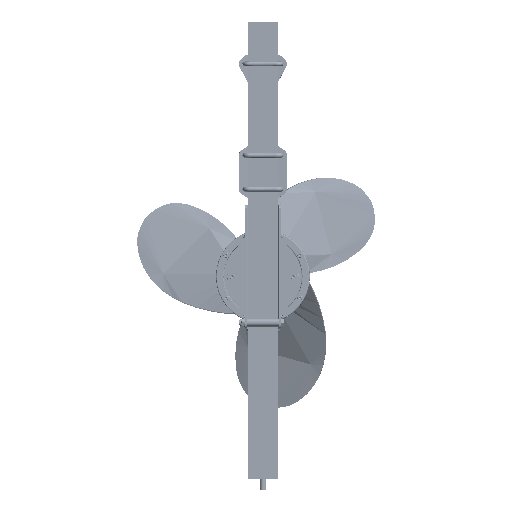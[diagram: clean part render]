
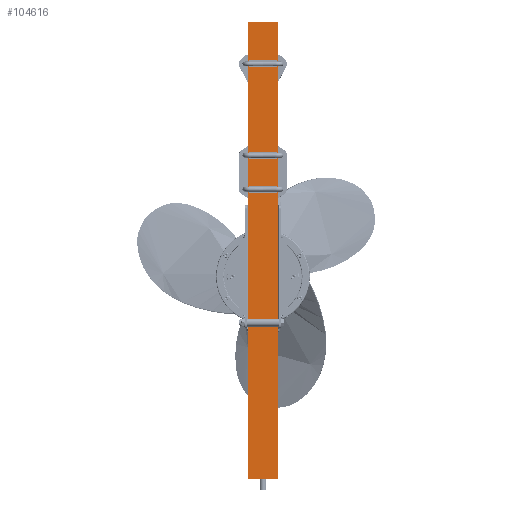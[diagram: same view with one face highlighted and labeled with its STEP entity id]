
A CAD part, front view. The second image highlights one B-rep face of the part: STEP entity #104616.
In plain terms, the highlighted planar face has unit normal (0, -1, 0).
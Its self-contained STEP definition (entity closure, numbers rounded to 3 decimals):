
#1600=LINE('',#146612,#11078);
#1615=LINE('',#146658,#11093);
#1616=LINE('',#146660,#11094);
#1617=LINE('',#146661,#11095);
#1618=LINE('',#146664,#11096);
#1619=LINE('',#146666,#11097);
#1620=LINE('',#146668,#11098);
#1621=LINE('',#146669,#11099);
#1622=LINE('',#146672,#11100);
#1623=LINE('',#146674,#11101);
#1624=LINE('',#146676,#11102);
#1625=LINE('',#146677,#11103);
#1626=LINE('',#146680,#11104);
#1627=LINE('',#146682,#11105);
#1628=LINE('',#146684,#11106);
#1629=LINE('',#146685,#11107);
#11078=VECTOR('',#119706,1500.);
#11093=VECTOR('',#119739,100.);
#11094=VECTOR('',#119740,1500.);
#11095=VECTOR('',#119741,100.);
#11096=VECTOR('',#119742,11.);
#11097=VECTOR('',#119743,92.);
#11098=VECTOR('',#119744,11.);
#11099=VECTOR('',#119745,92.);
#11100=VECTOR('',#119746,11.);
#11101=VECTOR('',#119747,92.);
#11102=VECTOR('',#119748,11.);
#11103=VECTOR('',#119749,92.);
#11104=VECTOR('',#119750,11.525);
#11105=VECTOR('',#119751,92.);
#11106=VECTOR('',#119752,11.525);
#11107=VECTOR('',#119753,92.);
#22587=PLANE('',#110625);
#25962=FACE_BOUND('',#32914,.T.);
#25963=FACE_BOUND('',#32915,.T.);
#25964=FACE_BOUND('',#32916,.T.);
#27273=FACE_OUTER_BOUND('',#32913,.T.);
#32913=EDGE_LOOP('',(#68475,#68476,#68477,#68478));
#32914=EDGE_LOOP('',(#68479,#68480,#68481,#68482));
#32915=EDGE_LOOP('',(#68483,#68484,#68485,#68486));
#32916=EDGE_LOOP('',(#68487,#68488,#68489,#68490));
#42953=VERTEX_POINT('',#146609);
#42954=VERTEX_POINT('',#146611);
#42976=VERTEX_POINT('',#146657);
#42977=VERTEX_POINT('',#146659);
#42978=VERTEX_POINT('',#146662);
#42979=VERTEX_POINT('',#146663);
#42980=VERTEX_POINT('',#146665);
#42981=VERTEX_POINT('',#146667);
#42982=VERTEX_POINT('',#146670);
#42983=VERTEX_POINT('',#146671);
#42984=VERTEX_POINT('',#146673);
#42985=VERTEX_POINT('',#146675);
#42986=VERTEX_POINT('',#146678);
#42987=VERTEX_POINT('',#146679);
#42988=VERTEX_POINT('',#146681);
#42989=VERTEX_POINT('',#146683);
#53063=EDGE_CURVE('',#42953,#42954,#1600,.T.);
#53086=EDGE_CURVE('',#42953,#42976,#1615,.T.);
#53087=EDGE_CURVE('',#42976,#42977,#1616,.T.);
#53088=EDGE_CURVE('',#42954,#42977,#1617,.T.);
#53089=EDGE_CURVE('',#42978,#42979,#1618,.T.);
#53090=EDGE_CURVE('',#42980,#42979,#1619,.T.);
#53091=EDGE_CURVE('',#42980,#42981,#1620,.T.);
#53092=EDGE_CURVE('',#42978,#42981,#1621,.T.);
#53093=EDGE_CURVE('',#42982,#42983,#1622,.T.);
#53094=EDGE_CURVE('',#42984,#42983,#1623,.T.);
#53095=EDGE_CURVE('',#42984,#42985,#1624,.T.);
#53096=EDGE_CURVE('',#42982,#42985,#1625,.T.);
#53097=EDGE_CURVE('',#42986,#42987,#1626,.T.);
#53098=EDGE_CURVE('',#42988,#42986,#1627,.T.);
#53099=EDGE_CURVE('',#42989,#42988,#1628,.T.);
#53100=EDGE_CURVE('',#42987,#42989,#1629,.T.);
#68475=ORIENTED_EDGE('',*,*,#53086,.T.);
#68476=ORIENTED_EDGE('',*,*,#53087,.T.);
#68477=ORIENTED_EDGE('',*,*,#53088,.F.);
#68478=ORIENTED_EDGE('',*,*,#53063,.F.);
#68479=ORIENTED_EDGE('',*,*,#53089,.T.);
#68480=ORIENTED_EDGE('',*,*,#53090,.F.);
#68481=ORIENTED_EDGE('',*,*,#53091,.T.);
#68482=ORIENTED_EDGE('',*,*,#53092,.F.);
#68483=ORIENTED_EDGE('',*,*,#53093,.T.);
#68484=ORIENTED_EDGE('',*,*,#53094,.F.);
#68485=ORIENTED_EDGE('',*,*,#53095,.T.);
#68486=ORIENTED_EDGE('',*,*,#53096,.F.);
#68487=ORIENTED_EDGE('',*,*,#53097,.F.);
#68488=ORIENTED_EDGE('',*,*,#53098,.F.);
#68489=ORIENTED_EDGE('',*,*,#53099,.F.);
#68490=ORIENTED_EDGE('',*,*,#53100,.F.);
#104616=ADVANCED_FACE('',(#27273,#25962,#25963,#25964),#22587,.T.);
#110625=AXIS2_PLACEMENT_3D('',#146656,#119737,#119738);
#119706=DIRECTION('',(0.,0.,1.));
#119737=DIRECTION('center_axis',(0.,-1.,0.));
#119738=DIRECTION('ref_axis',(1.,0.,0.));
#119739=DIRECTION('',(1.,0.,0.));
#119740=DIRECTION('',(0.,0.,1.));
#119741=DIRECTION('',(1.,0.,0.));
#119742=DIRECTION('',(0.,0.,1.));
#119743=DIRECTION('',(-1.,0.,0.));
#119744=DIRECTION('',(0.,0.,-1.));
#119745=DIRECTION('',(1.,0.,0.));
#119746=DIRECTION('',(0.,0.,1.));
#119747=DIRECTION('',(-1.,0.,0.));
#119748=DIRECTION('',(0.,0.,-1.));
#119749=DIRECTION('',(1.,0.,0.));
#119750=DIRECTION('',(0.,0.,-1.));
#119751=DIRECTION('',(-1.,0.,0.));
#119752=DIRECTION('',(0.,0.,1.));
#119753=DIRECTION('',(1.,0.,0.));
#146609=CARTESIAN_POINT('',(-13.225,-829.755,-829.));
#146611=CARTESIAN_POINT('',(-13.225,-829.755,671.));
#146612=CARTESIAN_POINT('',(-13.225,-829.755,-829.));
#146656=CARTESIAN_POINT('Origin',(-13.225,-829.755,-829.));
#146657=CARTESIAN_POINT('',(86.775,-829.755,-829.));
#146658=CARTESIAN_POINT('',(-13.225,-829.755,-829.));
#146659=CARTESIAN_POINT('',(86.775,-829.755,671.));
#146660=CARTESIAN_POINT('',(86.775,-829.755,-829.));
#146661=CARTESIAN_POINT('',(-13.225,-829.755,671.));
#146662=CARTESIAN_POINT('',(-9.237,-829.755,527.983));
#146663=CARTESIAN_POINT('',(-9.237,-829.755,538.983));
#146664=CARTESIAN_POINT('',(-9.237,-829.755,544.983));
#146665=CARTESIAN_POINT('',(82.763,-829.755,538.983));
#146666=CARTESIAN_POINT('',(36.763,-829.755,538.983));
#146667=CARTESIAN_POINT('',(82.763,-829.755,527.983));
#146668=CARTESIAN_POINT('',(82.763,-829.755,544.983));
#146669=CARTESIAN_POINT('',(36.763,-829.755,527.983));
#146670=CARTESIAN_POINT('',(-9.237,-829.755,227.983));
#146671=CARTESIAN_POINT('',(-9.237,-829.755,238.983));
#146672=CARTESIAN_POINT('',(-9.237,-829.755,244.983));
#146673=CARTESIAN_POINT('',(82.763,-829.755,238.983));
#146674=CARTESIAN_POINT('',(36.763,-829.755,238.983));
#146675=CARTESIAN_POINT('',(82.763,-829.755,227.983));
#146676=CARTESIAN_POINT('',(82.763,-829.755,244.983));
#146677=CARTESIAN_POINT('',(36.763,-829.755,227.983));
#146678=CARTESIAN_POINT('',(-9.237,-829.755,128.245));
#146679=CARTESIAN_POINT('',(-9.237,-829.755,116.72));
#146680=CARTESIAN_POINT('',(-9.237,-829.755,-353.259));
#146681=CARTESIAN_POINT('',(82.763,-829.755,128.245));
#146682=CARTESIAN_POINT('',(36.763,-829.755,128.245));
#146683=CARTESIAN_POINT('',(82.763,-829.755,116.72));
#146684=CARTESIAN_POINT('',(82.763,-829.755,-353.259));
#146685=CARTESIAN_POINT('',(36.763,-829.755,116.72));
